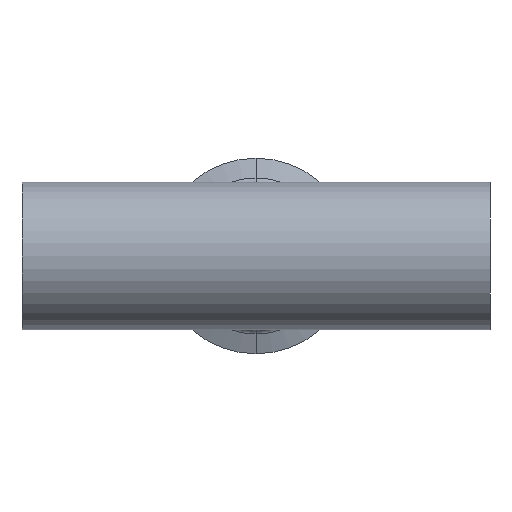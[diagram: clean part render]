
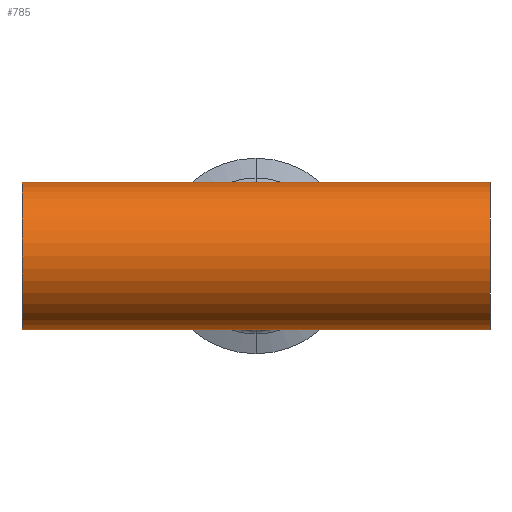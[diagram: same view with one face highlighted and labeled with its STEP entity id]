
A CAD part, front view. The second image highlights one B-rep face of the part: STEP entity #785.
In plain terms, the highlighted cylindrical face has radius 19.05 mm (diameter 38.1 mm), a partial arc.
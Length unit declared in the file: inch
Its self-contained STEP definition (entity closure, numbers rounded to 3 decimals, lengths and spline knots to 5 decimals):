
#64 = LINE ( 'NONE', #1102, #277 ) ;
#73 = EDGE_LOOP ( 'NONE', ( #619, #651, #296, #992, #1626, #1392 ) ) ;
#74 = CARTESIAN_POINT ( 'NONE',  ( 2.37402, 0., -0.75 ) ) ;
#96 = DIRECTION ( 'NONE',  ( 1., 0., 0. ) ) ;
#108 = CARTESIAN_POINT ( 'NONE',  ( 2.37402, 0., 0. ) ) ;
#118 = VECTOR ( 'NONE', #1157, 39.37008 ) ;
#166 = CIRCLE ( 'NONE', #275, 0.75 ) ;
#233 = CARTESIAN_POINT ( 'NONE',  ( -2.37402, 0., 0. ) ) ;
#275 = AXIS2_PLACEMENT_3D ( 'NONE', #233, #358, #1486 ) ;
#277 = VECTOR ( 'NONE', #850, 39.37008 ) ;
#296 = ORIENTED_EDGE ( 'NONE', *, *, #637, .T. ) ;
#302 = DIRECTION ( 'NONE',  ( -1., 0., 0. ) ) ;
#351 = CARTESIAN_POINT ( 'NONE',  ( 2.37402, 0., 0.75 ) ) ;
#358 = DIRECTION ( 'NONE',  ( 1., 0., 0. ) ) ;
#383 = AXIS2_PLACEMENT_3D ( 'NONE', #108, #476, #621 ) ;
#400 = CARTESIAN_POINT ( 'NONE',  ( 0., 0., -0.75 ) ) ;
#476 = DIRECTION ( 'NONE',  ( -1., 0., 0. ) ) ;
#477 = CARTESIAN_POINT ( 'NONE',  ( 2.37402, 0., 0. ) ) ;
#507 = EDGE_CURVE ( 'NONE', #849, #1532, #1507, .T. ) ;
#529 = AXIS2_PLACEMENT_3D ( 'NONE', #477, #96, #1218 ) ;
#534 = DIRECTION ( 'NONE',  ( -1., 0., 0. ) ) ;
#572 = CYLINDRICAL_SURFACE ( 'NONE', #383, 0.75 ) ;
#609 = CARTESIAN_POINT ( 'NONE',  ( 0., 0., 0.75 ) ) ;
#619 = ORIENTED_EDGE ( 'NONE', *, *, #1198, .F. ) ;
#621 = DIRECTION ( 'NONE',  ( 0., 0., 1. ) ) ;
#636 = CIRCLE ( 'NONE', #529, 0.75 ) ;
#637 = EDGE_CURVE ( 'NONE', #701, #787, #1423, .T. ) ;
#643 = CARTESIAN_POINT ( 'NONE',  ( 2.37402, 0., -0.75 ) ) ;
#651 = ORIENTED_EDGE ( 'NONE', *, *, #1615, .F. ) ;
#657 = CARTESIAN_POINT ( 'NONE',  ( 2.37402, 0., -0.75 ) ) ;
#701 = VERTEX_POINT ( 'NONE', #351 ) ;
#745 = EDGE_CURVE ( 'NONE', #1035, #1532, #166, .T. ) ;
#767 = VECTOR ( 'NONE', #534, 39.37008 ) ;
#785 = ADVANCED_FACE ( 'NONE', ( #883 ), #572, .T. ) ;
#787 = VERTEX_POINT ( 'NONE', #609 ) ;
#827 = CARTESIAN_POINT ( 'NONE',  ( -2.37402, 0., -0.75 ) ) ;
#849 = VERTEX_POINT ( 'NONE', #400 ) ;
#850 = DIRECTION ( 'NONE',  ( -1., 0., 0. ) ) ;
#883 = FACE_OUTER_BOUND ( 'NONE', #73, .T. ) ;
#889 = VERTEX_POINT ( 'NONE', #657 ) ;
#992 = ORIENTED_EDGE ( 'NONE', *, *, #1414, .T. ) ;
#1015 = CARTESIAN_POINT ( 'NONE',  ( 2.37402, 0., 0.75 ) ) ;
#1035 = VERTEX_POINT ( 'NONE', #1050 ) ;
#1050 = CARTESIAN_POINT ( 'NONE',  ( -2.37402, 0., 0.75 ) ) ;
#1102 = CARTESIAN_POINT ( 'NONE',  ( 2.37402, 0., 0.75 ) ) ;
#1157 = DIRECTION ( 'NONE',  ( -1., 0., 0. ) ) ;
#1198 = EDGE_CURVE ( 'NONE', #889, #849, #1387, .T. ) ;
#1218 = DIRECTION ( 'NONE',  ( 0., 0., -1. ) ) ;
#1271 = VECTOR ( 'NONE', #302, 39.37008 ) ;
#1387 = LINE ( 'NONE', #74, #1271 ) ;
#1392 = ORIENTED_EDGE ( 'NONE', *, *, #507, .F. ) ;
#1414 = EDGE_CURVE ( 'NONE', #787, #1035, #64, .T. ) ;
#1423 = LINE ( 'NONE', #1015, #767 ) ;
#1486 = DIRECTION ( 'NONE',  ( 0., 0., -1. ) ) ;
#1507 = LINE ( 'NONE', #643, #118 ) ;
#1532 = VERTEX_POINT ( 'NONE', #827 ) ;
#1615 = EDGE_CURVE ( 'NONE', #701, #889, #636, .T. ) ;
#1626 = ORIENTED_EDGE ( 'NONE', *, *, #745, .T. ) ;
